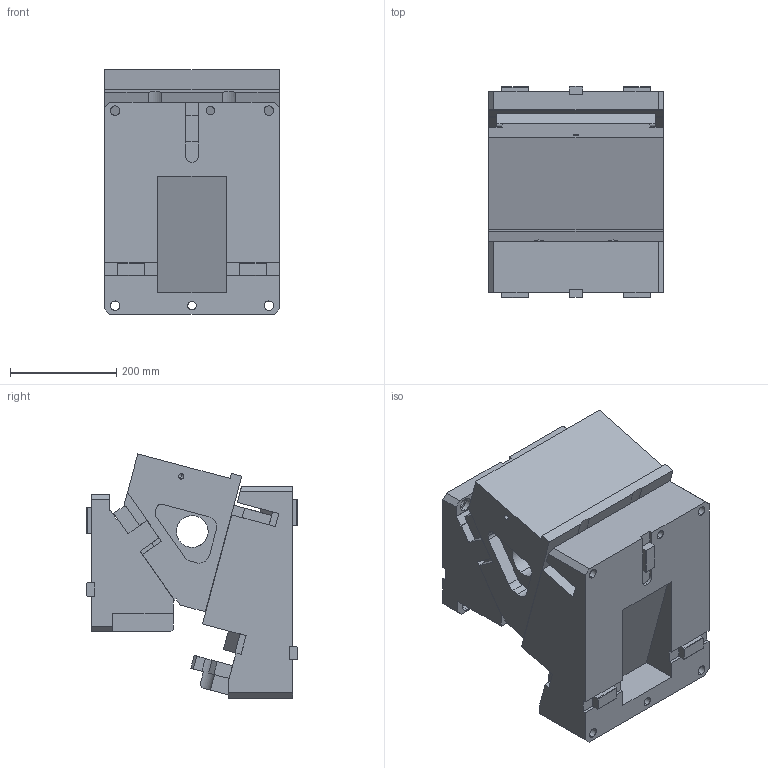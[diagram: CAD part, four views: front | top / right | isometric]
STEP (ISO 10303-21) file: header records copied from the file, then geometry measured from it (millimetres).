
FILE_DESCRIPTION(('CATIA V5 STEP Exchange'),'2;1');
FILE_NAME('CDCV_330_15_80.stp','2015-05-12T07:04:08+00:00',('none'),('none'),'CATIA Version 5 Release 19 SP 2 (IN-10)','CATIA V5 STEP AP203','none');
FILE_SCHEMA(('CONFIG_CONTROL_DESIGN'));
Length unit declared in the file: millimetre
Products named in the file (1): CDCV_330_15_80
Bounding box: 330 x 398 x 461.09 mm (x, y, z)
Volume: 34490516.1 mm3; surface area: 1590631.8 mm2
Topology: 3 solids, 3 shells, 345 faces, 947 edges, 617 vertices
Faces by surface type: plane 267, cylinder 71, cone 6, extrusion 1
Entity records: 11456 total; most frequent: CARTESIAN_POINT 3029, ORIENTED_EDGE 1882, DIRECTION 1437, EDGE_CURVE 941, VECTOR 787, LINE 786, VERTEX_POINT 617, EDGE_LOOP 386
